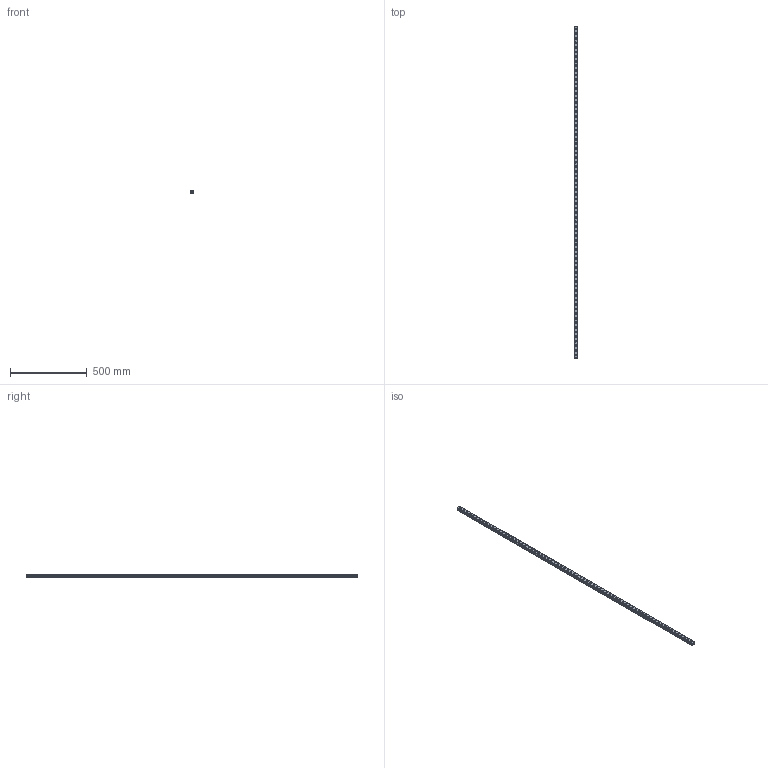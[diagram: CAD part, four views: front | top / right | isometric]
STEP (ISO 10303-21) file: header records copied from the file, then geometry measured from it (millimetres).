
FILE_DESCRIPTION(('STEP AP214'),'1');
FILE_NAME('cctmp_5063A4BD-8C97-4CC5-ACEE-EA814E3BD276_2021_03_11_09_58_46_0076..stp','2021-03-11T08:58:46',('HIWIN GmbH'),('CADClick - www.CADClick.com'),'Spatial InterOp 3D',' ','unknown authorization');
FILE_SCHEMA(('AUTOMOTIVE_DESIGN'));
Length unit declared in the file: millimetre
Products named in the file (1): RGR25R2170H_FILE
Bounding box: 23 x 2170 x 23.6 mm (x, y, z)
Volume: 870653.2 mm3; surface area: 269287.1 mm2
Topology: 1 solids, 1 shells, 765 faces, 1629 edges, 1086 vertices
Faces by surface type: cylinder 450, plane 315
Entity records: 27187 total; most frequent: DIRECTION 4061, CARTESIAN_POINT 3481, ORIENTED_EDGE 3258, AXIS2_PLACEMENT_3D 1666, EDGE_CURVE 1629, VERTEX_POINT 1086, EDGE_LOOP 985, CIRCLE 900
